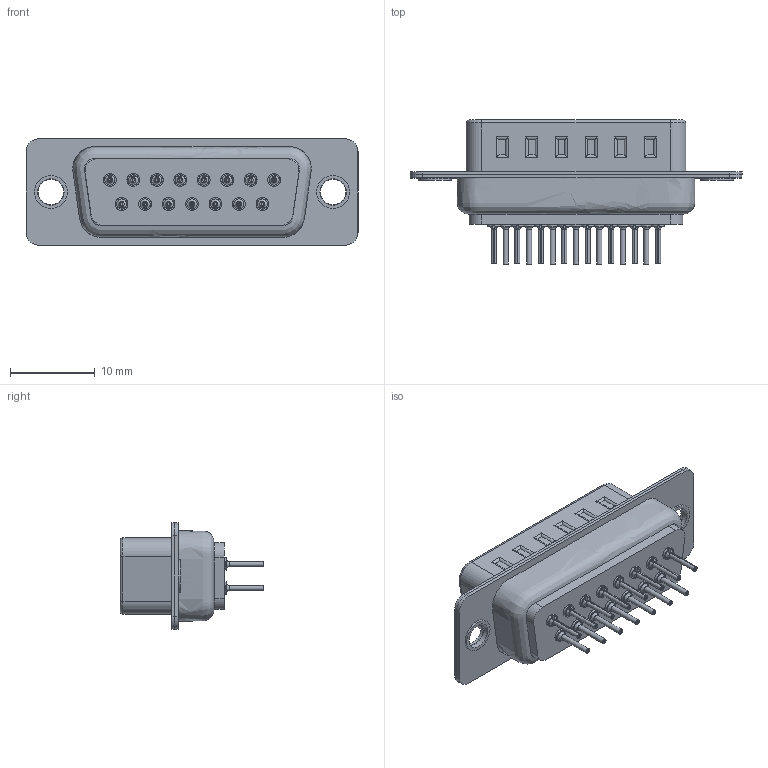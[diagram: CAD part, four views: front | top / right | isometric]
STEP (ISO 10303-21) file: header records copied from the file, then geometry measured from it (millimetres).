
FILE_DESCRIPTION(/* description */ ('Unknown'),/* implementation_level */ '2;1');
FILE_NAME(/* name */ '61801525023',/* time_stamp */ '2021-12-02T11:19:39+01:00',/* author */ ('Unknown'),/* organization */ ('Unknown'),/* preprocessor_version */ 'ST-DEVELOPER v16.7',/* originating_system */ 'Solid Edge',/* authorisation */ 'Unknown');
FILE_SCHEMA (('AUTOMOTIVE_DESIGN {1 0 10303 214 3 1 1}'));
Length unit declared in the file: millimetre
Products named in the file (6): 6180xx25023; 61801529221_INTER_ARRIERE; 61801529221_INTER_FACADE; 61801529221_ARRIERE; 61801529221_FACADE; 6180xx25023_Pin
Assembly tree (19 placements, depth 2):
  6180xx25023
    61801529221_INTER_ARRIERE
    61801529221_INTER_FACADE
    61801529221_ARRIERE
    61801529221_FACADE
    6180xx25023_Pin  x15
Bounding box: 39.2 x 17 x 12.55 mm (x, y, z)
Volume: 1751.6 mm3; surface area: 5674.7 mm2
Topology: 19 solids, 19 shells, 1010 faces, 2715 edges, 1767 vertices
Faces by surface type: plane 585, cylinder 344, cone 30, torus 23, sphere 15, bspline 13
Full cylindrical faces by diameter (mm): 1 x15, 1.5 x15, 3 x2, 3.1 x2, 3.9 x2
Entity records: 19520 total; most frequent: CARTESIAN_POINT 10261, DIRECTION 1965, ORIENTED_EDGE 1752, EDGE_CURVE 876, AXIS2_PLACEMENT_3D 736, VERTEX_POINT 598, EDGE_LOOP 516, FACE_BOUND 516
